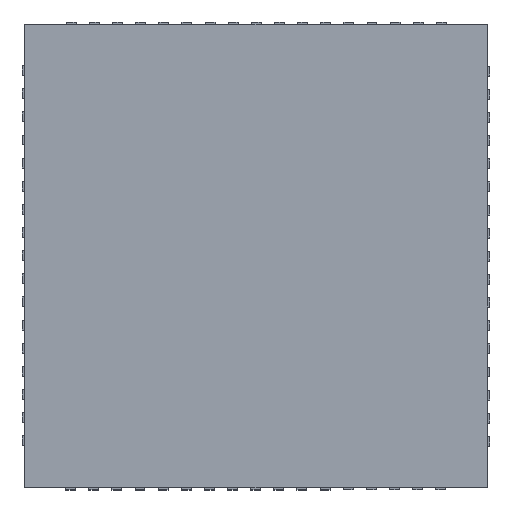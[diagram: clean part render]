
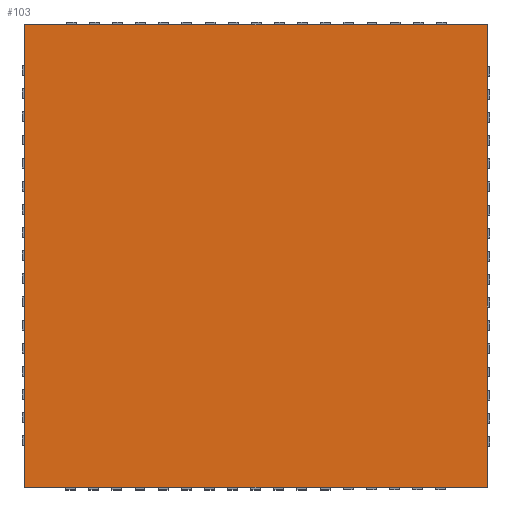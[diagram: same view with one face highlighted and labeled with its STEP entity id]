
A CAD part, top view. The second image highlights one B-rep face of the part: STEP entity #103.
In plain terms, the highlighted planar face has unit normal (0, 0, 1).
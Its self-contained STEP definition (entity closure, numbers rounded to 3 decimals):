
#39 = VERTEX_POINT('',#40);
#40 = CARTESIAN_POINT('',(-3.5,-3.5,0.75));
#55 = VERTEX_POINT('',#56);
#56 = CARTESIAN_POINT('',(-3.5,3.5,0.75));
#62 = EDGE_CURVE('',#39,#55,#63,.T.);
#63 = LINE('',#64,#65);
#64 = CARTESIAN_POINT('',(-3.5,-3.5,0.75));
#65 = VECTOR('',#66,1.);
#66 = DIRECTION('',(0.,1.,0.));
#79 = VERTEX_POINT('',#80);
#80 = CARTESIAN_POINT('',(3.5,-3.5,0.75));
#93 = EDGE_CURVE('',#39,#79,#94,.T.);
#94 = LINE('',#95,#96);
#95 = CARTESIAN_POINT('',(-3.5,-3.5,0.75));
#96 = VECTOR('',#97,1.);
#97 = DIRECTION('',(1.,0.,0.));
#103 = ADVANCED_FACE('',(#104),#122,.T.);
#104 = FACE_BOUND('',#105,.T.);
#105 = EDGE_LOOP('',(#106,#107,#108,#116));
#106 = ORIENTED_EDGE('',*,*,#62,.F.);
#107 = ORIENTED_EDGE('',*,*,#93,.T.);
#108 = ORIENTED_EDGE('',*,*,#109,.T.);
#109 = EDGE_CURVE('',#79,#110,#112,.T.);
#110 = VERTEX_POINT('',#111);
#111 = CARTESIAN_POINT('',(3.5,3.5,0.75));
#112 = LINE('',#113,#114);
#113 = CARTESIAN_POINT('',(3.5,-3.5,0.75));
#114 = VECTOR('',#115,1.);
#115 = DIRECTION('',(0.,1.,0.));
#116 = ORIENTED_EDGE('',*,*,#117,.F.);
#117 = EDGE_CURVE('',#55,#110,#118,.T.);
#118 = LINE('',#119,#120);
#119 = CARTESIAN_POINT('',(-3.5,3.5,0.75));
#120 = VECTOR('',#121,1.);
#121 = DIRECTION('',(1.,0.,0.));
#122 = PLANE('',#123);
#123 = AXIS2_PLACEMENT_3D('',#124,#125,#126);
#124 = CARTESIAN_POINT('',(-3.5,-3.5,0.75));
#125 = DIRECTION('',(0.,0.,1.));
#126 = DIRECTION('',(1.,0.,0.));
